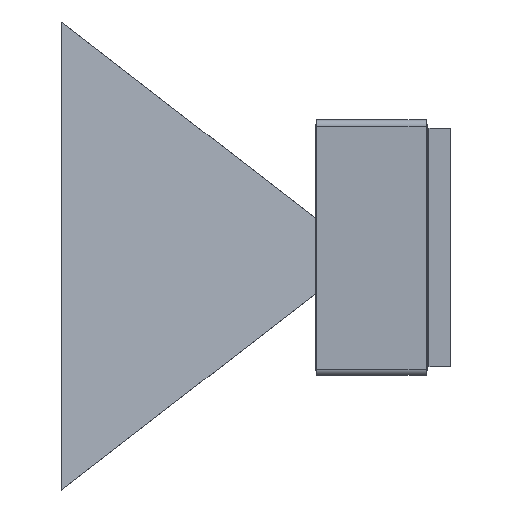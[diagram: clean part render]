
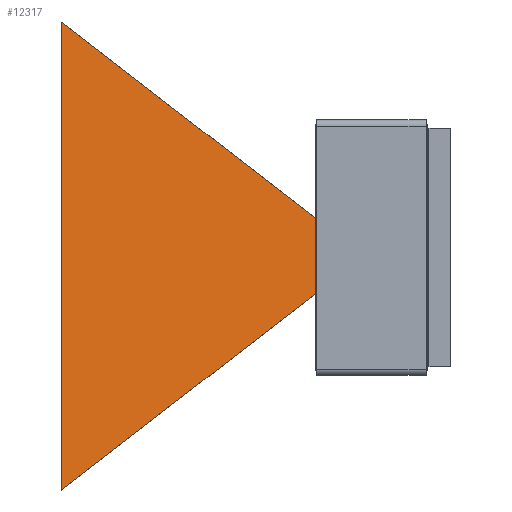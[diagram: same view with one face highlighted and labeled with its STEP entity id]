
A CAD part, left-side view. The second image highlights one B-rep face of the part: STEP entity #12317.
In plain terms, the highlighted planar face has unit normal (-0.791, -0.612, 0).
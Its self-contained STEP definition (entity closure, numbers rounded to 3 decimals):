
#725 = ORIENTED_EDGE ( 'NONE', *, *, #5015, .F. ) ;
#763 = DIRECTION ( 'NONE',  ( -0.522, 0.674, -0.522 ) ) ;
#1193 = EDGE_CURVE ( 'NONE', #2679, #10222, #7121, .T. ) ;
#1468 = CARTESIAN_POINT ( 'NONE',  ( -2.773, 3., 2.773 ) ) ;
#1966 = AXIS2_PLACEMENT_3D ( 'NONE', #14232, #14140, #9525 ) ;
#2495 = CARTESIAN_POINT ( 'NONE',  ( -0.45, 0., -0.45 ) ) ;
#2679 = VERTEX_POINT ( 'NONE', #2495 ) ;
#3545 = LINE ( 'NONE', #3717, #5789 ) ;
#3717 = CARTESIAN_POINT ( 'NONE',  ( -0.45, 0., 3.5 ) ) ;
#4327 = CARTESIAN_POINT ( 'NONE',  ( -2.773, 3., 3.5 ) ) ;
#4731 = EDGE_LOOP ( 'NONE', ( #725, #8738, #13626, #13646 ) ) ;
#5015 = EDGE_CURVE ( 'NONE', #13523, #9426, #13335, .T. ) ;
#5292 = CARTESIAN_POINT ( 'NONE',  ( -2.773, 3., -2.773 ) ) ;
#5363 = PLANE ( 'NONE',  #1966 ) ;
#5789 = VECTOR ( 'NONE', #15298, 1000. ) ;
#6020 = VECTOR ( 'NONE', #8269, 1000. ) ;
#7121 = LINE ( 'NONE', #12307, #9555 ) ;
#8269 = DIRECTION ( 'NONE',  ( 0., 0., -1. ) ) ;
#8738 = ORIENTED_EDGE ( 'NONE', *, *, #13267, .T. ) ;
#8754 = VECTOR ( 'NONE', #10876, 1000. ) ;
#9426 = VERTEX_POINT ( 'NONE', #16443 ) ;
#9525 = DIRECTION ( 'NONE',  ( -0.612, 0.791, 0. ) ) ;
#9555 = VECTOR ( 'NONE', #763, 1000. ) ;
#10222 = VERTEX_POINT ( 'NONE', #5292 ) ;
#10493 = FACE_OUTER_BOUND ( 'NONE', #4731, .T. ) ;
#10753 = EDGE_CURVE ( 'NONE', #9426, #2679, #3545, .T. ) ;
#10876 = DIRECTION ( 'NONE',  ( 0.522, -0.674, -0.522 ) ) ;
#12307 = CARTESIAN_POINT ( 'NONE',  ( 0.627, -1.391, 0.627 ) ) ;
#12317 = ADVANCED_FACE ( 'NONE', ( #10493 ), #5363, .F. ) ;
#13267 = EDGE_CURVE ( 'NONE', #13523, #10222, #14821, .T. ) ;
#13335 = LINE ( 'NONE', #14801, #8754 ) ;
#13523 = VERTEX_POINT ( 'NONE', #1468 ) ;
#13626 = ORIENTED_EDGE ( 'NONE', *, *, #1193, .F. ) ;
#13646 = ORIENTED_EDGE ( 'NONE', *, *, #10753, .F. ) ;
#14140 = DIRECTION ( 'NONE',  ( 0.791, 0.612, 0. ) ) ;
#14232 = CARTESIAN_POINT ( 'NONE',  ( -0.45, 0., 3.5 ) ) ;
#14801 = CARTESIAN_POINT ( 'NONE',  ( -1.282, 1.074, 1.282 ) ) ;
#14821 = LINE ( 'NONE', #4327, #6020 ) ;
#15298 = DIRECTION ( 'NONE',  ( 0., 0., -1. ) ) ;
#16443 = CARTESIAN_POINT ( 'NONE',  ( -0.45, 0., 0.45 ) ) ;
